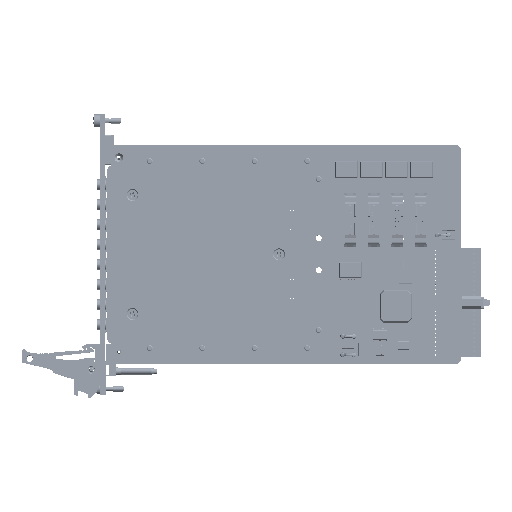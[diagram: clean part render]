
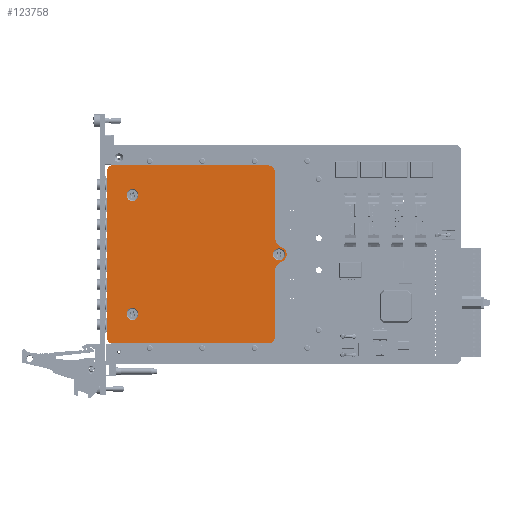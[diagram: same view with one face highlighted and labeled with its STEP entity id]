
A CAD part, top view. The second image highlights one B-rep face of the part: STEP entity #123758.
In plain terms, the highlighted planar face has unit normal (0, 0, 1).
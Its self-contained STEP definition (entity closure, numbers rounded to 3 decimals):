
#8083 = CARTESIAN_POINT ( 'NONE',  ( -87.541, 39.042, 11.457 ) ) ;
#8153 = CARTESIAN_POINT ( 'NONE',  ( -13.88, 41.042, 11.457 ) ) ;
#8301 = CARTESIAN_POINT ( 'NONE',  ( -85.541, 41.042, 11.457 ) ) ;
#8317 = CARTESIAN_POINT ( 'NONE',  ( -7.739, 3.591, 11.457 ) ) ;
#8382 = CARTESIAN_POINT ( 'NONE',  ( -10.88, -7.548, 11.457 ) ) ;
#8491 = CARTESIAN_POINT ( 'NONE',  ( -7.739, -2.907, 11.457 ) ) ;
#8504 = CARTESIAN_POINT ( 'NONE',  ( -10.88, 38.042, 11.457 ) ) ;
#8533 = CARTESIAN_POINT ( 'NONE',  ( -10.88, 8.233, 11.457 ) ) ;
#8796 = CARTESIAN_POINT ( 'NONE',  ( -85.541, -40.358, 11.457 ) ) ;
#8810 = CARTESIAN_POINT ( 'NONE',  ( -87.541, -38.358, 11.457 ) ) ;
#8851 = CARTESIAN_POINT ( 'NONE',  ( -10.88, -37.358, 11.457 ) ) ;
#8959 = CARTESIAN_POINT ( 'NONE',  ( -13.88, -40.358, 11.457 ) ) ;
#53734 = AXIS2_PLACEMENT_3D ( 'NONE', #202560, #202562, #202564 ) ;
#64850 = CIRCLE ( 'NONE', #216543, 3.5 ) ;
#64862 = CIRCLE ( 'NONE', #216552, 5. ) ;
#64927 = LINE ( 'NONE', #171383, #65029 ) ;
#64933 = CIRCLE ( 'NONE', #216566, 2. ) ;
#64981 = CIRCLE ( 'NONE', #216575, 3. ) ;
#65029 = VECTOR ( 'NONE', #171434, 1000. ) ;
#65035 = LINE ( 'NONE', #171441, #65047 ) ;
#65038 = CIRCLE ( 'NONE', #216586, 2.75 ) ;
#65041 = CIRCLE ( 'NONE', #216597, 2.75 ) ;
#65047 = VECTOR ( 'NONE', #171700, 1000. ) ;
#65056 = CIRCLE ( 'NONE', #216602, 3. ) ;
#65059 = LINE ( 'NONE', #171744, #65062 ) ;
#65062 = VECTOR ( 'NONE', #171747, 1000. ) ;
#92097 = EDGE_LOOP ( 'NONE', ( #133813 ) ) ;
#92104 = EDGE_LOOP ( 'NONE', ( #133780 ) ) ;
#92111 = EDGE_LOOP ( 'NONE', ( #133783, #133787, #133790, #133793, #133796, #133798, #133800, #133803, #133805, #133807, #133809, #133811 ) ) ;
#92155 = EDGE_LOOP ( 'NONE', ( #133777 ) ) ;
#123758 = ADVANCED_FACE ( 'NONE', ( #198628, #198631, #198639, #198624 ), #202537, .F. ) ;
#133777 = ORIENTED_EDGE ( 'NONE', *, *, #151464, .F. ) ;
#133780 = ORIENTED_EDGE ( 'NONE', *, *, #151456, .F. ) ;
#133783 = ORIENTED_EDGE ( 'NONE', *, *, #151450, .T. ) ;
#133787 = ORIENTED_EDGE ( 'NONE', *, *, #151441, .T. ) ;
#133790 = ORIENTED_EDGE ( 'NONE', *, *, #151467, .F. ) ;
#133793 = ORIENTED_EDGE ( 'NONE', *, *, #151407, .F. ) ;
#133796 = ORIENTED_EDGE ( 'NONE', *, *, #151398, .F. ) ;
#133798 = ORIENTED_EDGE ( 'NONE', *, *, #151389, .F. ) ;
#133800 = ORIENTED_EDGE ( 'NONE', *, *, #151379, .F. ) ;
#133803 = ORIENTED_EDGE ( 'NONE', *, *, #151470, .T. ) ;
#133805 = ORIENTED_EDGE ( 'NONE', *, *, #151362, .T. ) ;
#133807 = ORIENTED_EDGE ( 'NONE', *, *, #151355, .T. ) ;
#133809 = ORIENTED_EDGE ( 'NONE', *, *, #151474, .T. ) ;
#133811 = ORIENTED_EDGE ( 'NONE', *, *, #151424, .T. ) ;
#133813 = ORIENTED_EDGE ( 'NONE', *, *, #151343, .F. ) ;
#151343 = EDGE_CURVE ( 'NONE', #237064, #237064, #224700, .T. ) ;
#151355 = EDGE_CURVE ( 'NONE', #222494, #222464, #224748, .T. ) ;
#151362 = EDGE_CURVE ( 'NONE', #222468, #222494, #224756, .T. ) ;
#151379 = EDGE_CURVE ( 'NONE', #222532, #222540, #224817, .T. ) ;
#151389 = EDGE_CURVE ( 'NONE', #222540, #222498, #224837, .T. ) ;
#151398 = EDGE_CURVE ( 'NONE', #222498, #222528, #64850, .T. ) ;
#151407 = EDGE_CURVE ( 'NONE', #222528, #222510, #64862, .T. ) ;
#151424 = EDGE_CURVE ( 'NONE', #222585, #222581, #64933, .T. ) ;
#151441 = EDGE_CURVE ( 'NONE', #222612, #222593, #64981, .T. ) ;
#151450 = EDGE_CURVE ( 'NONE', #222581, #222612, #64927, .T. ) ;
#151456 = EDGE_CURVE ( 'NONE', #237074, #237074, #65038, .T. ) ;
#151464 = EDGE_CURVE ( 'NONE', #237080, #237080, #65041, .T. ) ;
#151467 = EDGE_CURVE ( 'NONE', #222510, #222593, #65035, .T. ) ;
#151470 = EDGE_CURVE ( 'NONE', #222532, #222468, #65056, .T. ) ;
#151474 = EDGE_CURVE ( 'NONE', #222464, #222585, #65059, .T. ) ;
#170870 = CARTESIAN_POINT ( 'NONE',  ( -9.041, 0.342, 11.457 ) ) ;
#170874 = DIRECTION ( 'NONE',  ( 0., 0., 1. ) ) ;
#170876 = DIRECTION ( 'NONE',  ( 1., 0., 0. ) ) ;
#170941 = CARTESIAN_POINT ( 'NONE',  ( 5.159, 41.042, 11.457 ) ) ;
#170947 = CARTESIAN_POINT ( 'NONE',  ( -85.541, 39.042, 11.457 ) ) ;
#170949 = DIRECTION ( 'NONE',  ( 0., 0., 1. ) ) ;
#170953 = DIRECTION ( 'NONE',  ( -1., 0., 0. ) ) ;
#170975 = DIRECTION ( 'NONE',  ( -1., 0., 0. ) ) ;
#171056 = CARTESIAN_POINT ( 'NONE',  ( -10.88, 41.042, 11.457 ) ) ;
#171060 = DIRECTION ( 'NONE',  ( 0., -1., 0. ) ) ;
#171096 = CARTESIAN_POINT ( 'NONE',  ( -5.88, 8.233, 11.457 ) ) ;
#171100 = DIRECTION ( 'NONE',  ( 0., 0., 1. ) ) ;
#171104 = DIRECTION ( 'NONE',  ( -1., 0., 0. ) ) ;
#171158 = CARTESIAN_POINT ( 'NONE',  ( -9.041, 0.342, 11.457 ) ) ;
#171161 = DIRECTION ( 'NONE',  ( 0., 0., -1. ) ) ;
#171164 = DIRECTION ( 'NONE',  ( 1., 0., 0. ) ) ;
#171215 = CARTESIAN_POINT ( 'NONE',  ( -5.88, -7.548, 11.457 ) ) ;
#171218 = DIRECTION ( 'NONE',  ( 0., 0., 1. ) ) ;
#171221 = DIRECTION ( 'NONE',  ( 1., 0., 0. ) ) ;
#171314 = CARTESIAN_POINT ( 'NONE',  ( -85.541, -38.358, 11.457 ) ) ;
#171316 = DIRECTION ( 'NONE',  ( 0., 0., 1. ) ) ;
#171320 = DIRECTION ( 'NONE',  ( 1., 0., 0. ) ) ;
#171383 = CARTESIAN_POINT ( 'NONE',  ( -85.541, -40.358, 11.457 ) ) ;
#171386 = CARTESIAN_POINT ( 'NONE',  ( -13.88, -37.358, 11.457 ) ) ;
#171388 = DIRECTION ( 'NONE',  ( 0., 0., 1. ) ) ;
#171391 = DIRECTION ( 'NONE',  ( -1., 0., 0. ) ) ;
#171434 = DIRECTION ( 'NONE',  ( 1., 0., 0. ) ) ;
#171441 = CARTESIAN_POINT ( 'NONE',  ( -10.88, -7.548, 11.457 ) ) ;
#171557 = CARTESIAN_POINT ( 'NONE',  ( -76.046, 27.525, 11.457 ) ) ;
#171560 = DIRECTION ( 'NONE',  ( 0., 0., 1. ) ) ;
#171564 = DIRECTION ( 'NONE',  ( 1., 0., 0. ) ) ;
#171690 = CARTESIAN_POINT ( 'NONE',  ( -76.046, -26.878, 11.457 ) ) ;
#171692 = DIRECTION ( 'NONE',  ( 0., 0., 1. ) ) ;
#171694 = DIRECTION ( 'NONE',  ( 1., 0., 0. ) ) ;
#171700 = DIRECTION ( 'NONE',  ( 0., -1., 0. ) ) ;
#171725 = CARTESIAN_POINT ( 'NONE',  ( -13.88, 38.042, 11.457 ) ) ;
#171726 = DIRECTION ( 'NONE',  ( 0., 0., 1. ) ) ;
#171727 = DIRECTION ( 'NONE',  ( -1., 0., 0. ) ) ;
#171744 = CARTESIAN_POINT ( 'NONE',  ( -87.541, 39.042, 11.457 ) ) ;
#171747 = DIRECTION ( 'NONE',  ( 0., -1., 0. ) ) ;
#198624 = FACE_BOUND ( 'NONE', #92097, .T. ) ;
#198628 = FACE_BOUND ( 'NONE', #92155, .T. ) ;
#198631 = FACE_BOUND ( 'NONE', #92104, .T. ) ;
#198639 = FACE_OUTER_BOUND ( 'NONE', #92111, .T. ) ;
#202537 = PLANE ( 'NONE',  #53734 ) ;
#202560 = CARTESIAN_POINT ( 'NONE',  ( -85.541, 39.042, 11.457 ) ) ;
#202562 = DIRECTION ( 'NONE',  ( 0., 0., -1. ) ) ;
#202564 = DIRECTION ( 'NONE',  ( -1., 0., 0. ) ) ;
#216513 = AXIS2_PLACEMENT_3D ( 'NONE', #170870, #170874, #170876 ) ;
#216530 = AXIS2_PLACEMENT_3D ( 'NONE', #170947, #170949, #170953 ) ;
#216535 = AXIS2_PLACEMENT_3D ( 'NONE', #171096, #171100, #171104 ) ;
#216543 = AXIS2_PLACEMENT_3D ( 'NONE', #171158, #171161, #171164 ) ;
#216552 = AXIS2_PLACEMENT_3D ( 'NONE', #171215, #171218, #171221 ) ;
#216566 = AXIS2_PLACEMENT_3D ( 'NONE', #171314, #171316, #171320 ) ;
#216575 = AXIS2_PLACEMENT_3D ( 'NONE', #171386, #171388, #171391 ) ;
#216586 = AXIS2_PLACEMENT_3D ( 'NONE', #171557, #171560, #171564 ) ;
#216597 = AXIS2_PLACEMENT_3D ( 'NONE', #171690, #171692, #171694 ) ;
#216602 = AXIS2_PLACEMENT_3D ( 'NONE', #171725, #171726, #171727 ) ;
#222464 = VERTEX_POINT ( 'NONE', #8083 ) ;
#222468 = VERTEX_POINT ( 'NONE', #8153 ) ;
#222494 = VERTEX_POINT ( 'NONE', #8301 ) ;
#222498 = VERTEX_POINT ( 'NONE', #8317 ) ;
#222510 = VERTEX_POINT ( 'NONE', #8382 ) ;
#222528 = VERTEX_POINT ( 'NONE', #8491 ) ;
#222532 = VERTEX_POINT ( 'NONE', #8504 ) ;
#222540 = VERTEX_POINT ( 'NONE', #8533 ) ;
#222581 = VERTEX_POINT ( 'NONE', #8796 ) ;
#222585 = VERTEX_POINT ( 'NONE', #8810 ) ;
#222593 = VERTEX_POINT ( 'NONE', #8851 ) ;
#222612 = VERTEX_POINT ( 'NONE', #8959 ) ;
#224700 = CIRCLE ( 'NONE', #216513, 2.75 ) ;
#224748 = CIRCLE ( 'NONE', #216530, 2. ) ;
#224756 = LINE ( 'NONE', #170941, #224774 ) ;
#224774 = VECTOR ( 'NONE', #170975, 1000. ) ;
#224817 = LINE ( 'NONE', #171056, #224825 ) ;
#224825 = VECTOR ( 'NONE', #171060, 1000. ) ;
#224837 = CIRCLE ( 'NONE', #216535, 5. ) ;
#233384 = CARTESIAN_POINT ( 'NONE',  ( -6.291, 0.342, 11.457 ) ) ;
#233396 = CARTESIAN_POINT ( 'NONE',  ( -73.296, 27.525, 11.457 ) ) ;
#233404 = CARTESIAN_POINT ( 'NONE',  ( -73.296, -26.878, 11.457 ) ) ;
#237064 = VERTEX_POINT ( 'NONE', #233384 ) ;
#237074 = VERTEX_POINT ( 'NONE', #233396 ) ;
#237080 = VERTEX_POINT ( 'NONE', #233404 ) ;
